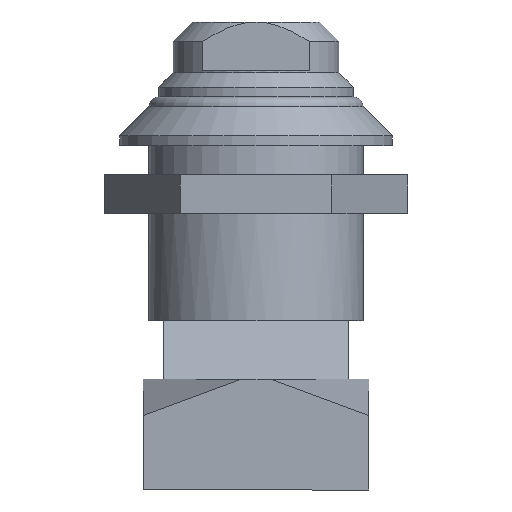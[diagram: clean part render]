
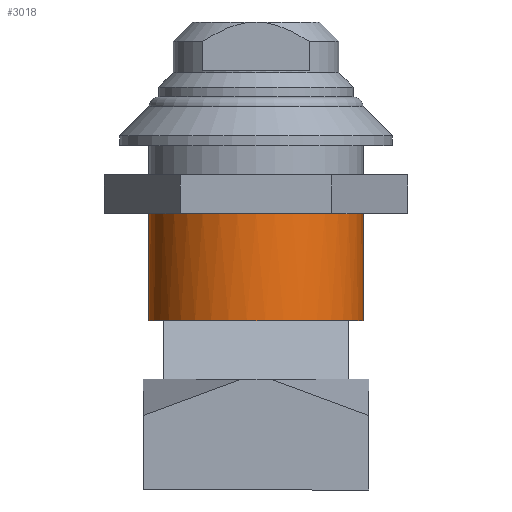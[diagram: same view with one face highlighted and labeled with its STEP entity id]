
A CAD part, front view. The second image highlights one B-rep face of the part: STEP entity #3018.
In plain terms, the highlighted cylindrical face has radius 11 mm (diameter 22 mm), a partial arc.
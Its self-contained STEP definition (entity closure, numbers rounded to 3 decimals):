
#90 = VECTOR ( 'NONE', #3838, 1000. ) ;
#130 = CARTESIAN_POINT ( 'NONE',  ( 11., 0., -18. ) ) ;
#148 = EDGE_CURVE ( 'NONE', #1851, #2455, #1385, .T. ) ;
#168 = CARTESIAN_POINT ( 'NONE',  ( -11., 0., -7. ) ) ;
#353 = CARTESIAN_POINT ( 'NONE',  ( 0., 0., -7. ) ) ;
#399 = ORIENTED_EDGE ( 'NONE', *, *, #3626, .F. ) ;
#474 = CARTESIAN_POINT ( 'NONE',  ( -11., 0., -18. ) ) ;
#557 = CARTESIAN_POINT ( 'NONE',  ( 0., 0., -18. ) ) ;
#579 = CIRCLE ( 'NONE', #2605, 11. ) ;
#594 = CARTESIAN_POINT ( 'NONE',  ( -11., 0., -27.65 ) ) ;
#601 = CARTESIAN_POINT ( 'NONE',  ( 0., 0., -18. ) ) ;
#847 = DIRECTION ( 'NONE',  ( -1., 0., 0. ) ) ;
#877 = AXIS2_PLACEMENT_3D ( 'NONE', #1418, #3300, #847 ) ;
#919 = LINE ( 'NONE', #980, #3499 ) ;
#934 = AXIS2_PLACEMENT_3D ( 'NONE', #601, #1179, #3285 ) ;
#944 = DIRECTION ( 'NONE',  ( 0., 0., -1. ) ) ;
#980 = CARTESIAN_POINT ( 'NONE',  ( 11., 0., -27.65 ) ) ;
#1135 = CIRCLE ( 'NONE', #934, 11. ) ;
#1179 = DIRECTION ( 'NONE',  ( 0., 0., -1. ) ) ;
#1223 = DIRECTION ( 'NONE',  ( -1., 0., 0. ) ) ;
#1329 = ORIENTED_EDGE ( 'NONE', *, *, #2005, .F. ) ;
#1384 = EDGE_CURVE ( 'NONE', #3045, #1636, #3172, .T. ) ;
#1385 = CIRCLE ( 'NONE', #3741, 11. ) ;
#1418 = CARTESIAN_POINT ( 'NONE',  ( 0., 0., -18. ) ) ;
#1636 = VERTEX_POINT ( 'NONE', #2835 ) ;
#1650 = VERTEX_POINT ( 'NONE', #130 ) ;
#1768 = DIRECTION ( 'NONE',  ( -1., 0., 0. ) ) ;
#1773 = DIRECTION ( 'NONE',  ( 0., 0., -1. ) ) ;
#1794 = CARTESIAN_POINT ( 'NONE',  ( 0., 0., -27.65 ) ) ;
#1801 = DIRECTION ( 'NONE',  ( 0., 0., -1. ) ) ;
#1851 = VERTEX_POINT ( 'NONE', #1917 ) ;
#1907 = EDGE_CURVE ( 'NONE', #2455, #3431, #2083, .T. ) ;
#1917 = CARTESIAN_POINT ( 'NONE',  ( 11., 0., -7. ) ) ;
#1956 = ORIENTED_EDGE ( 'NONE', *, *, #1384, .F. ) ;
#2005 = EDGE_CURVE ( 'NONE', #1650, #3045, #579, .T. ) ;
#2068 = EDGE_CURVE ( 'NONE', #1851, #1650, #919, .T. ) ;
#2083 = LINE ( 'NONE', #594, #90 ) ;
#2384 = ORIENTED_EDGE ( 'NONE', *, *, #2068, .F. ) ;
#2401 = DIRECTION ( 'NONE',  ( 0., 0., -1. ) ) ;
#2455 = VERTEX_POINT ( 'NONE', #168 ) ;
#2567 = CARTESIAN_POINT ( 'NONE',  ( 8.956, -6.386, -18. ) ) ;
#2605 = AXIS2_PLACEMENT_3D ( 'NONE', #557, #1773, #2984 ) ;
#2835 = CARTESIAN_POINT ( 'NONE',  ( -8.956, -6.386, -18. ) ) ;
#2984 = DIRECTION ( 'NONE',  ( -1., 0., 0. ) ) ;
#3018 = ADVANCED_FACE ( 'NONE', ( #3324 ), #3558, .T. ) ;
#3045 = VERTEX_POINT ( 'NONE', #2567 ) ;
#3172 = CIRCLE ( 'NONE', #877, 11. ) ;
#3263 = ORIENTED_EDGE ( 'NONE', *, *, #148, .T. ) ;
#3285 = DIRECTION ( 'NONE',  ( -1., 0., 0. ) ) ;
#3300 = DIRECTION ( 'NONE',  ( 0., 0., -1. ) ) ;
#3324 = FACE_OUTER_BOUND ( 'NONE', #3890, .T. ) ;
#3353 = AXIS2_PLACEMENT_3D ( 'NONE', #1794, #2401, #1768 ) ;
#3419 = ORIENTED_EDGE ( 'NONE', *, *, #1907, .T. ) ;
#3431 = VERTEX_POINT ( 'NONE', #474 ) ;
#3499 = VECTOR ( 'NONE', #944, 1000. ) ;
#3558 = CYLINDRICAL_SURFACE ( 'NONE', #3353, 11. ) ;
#3626 = EDGE_CURVE ( 'NONE', #1636, #3431, #1135, .T. ) ;
#3741 = AXIS2_PLACEMENT_3D ( 'NONE', #353, #1801, #1223 ) ;
#3838 = DIRECTION ( 'NONE',  ( 0., 0., -1. ) ) ;
#3890 = EDGE_LOOP ( 'NONE', ( #2384, #3263, #3419, #399, #1956, #1329 ) ) ;
